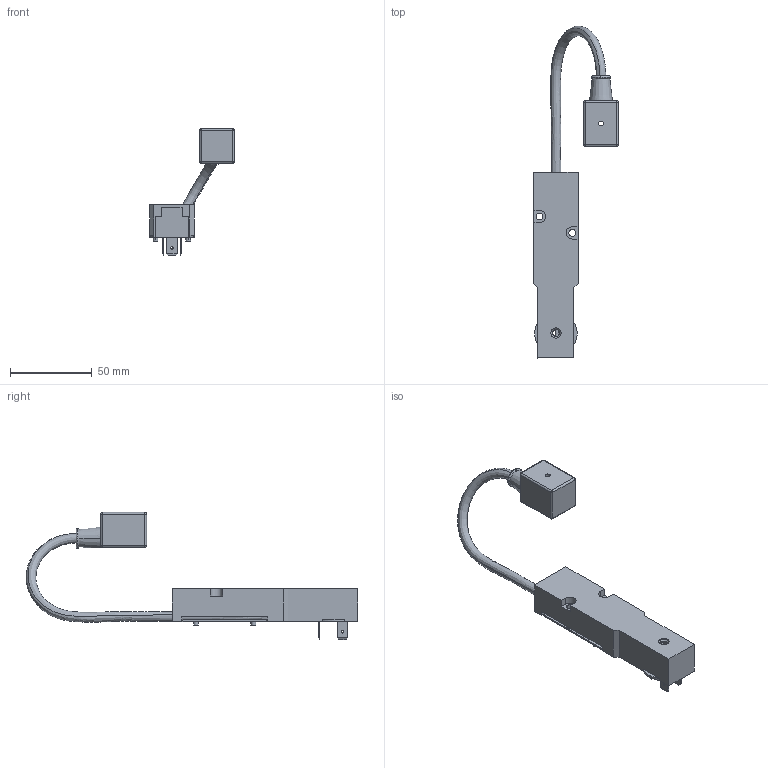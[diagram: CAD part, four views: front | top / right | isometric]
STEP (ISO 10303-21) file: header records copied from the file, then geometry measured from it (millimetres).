
FILE_DESCRIPTION (( 'STEP AP214' ), '1' );
FILE_NAME ('YPC-MSF400-JC.STEP', '2021-03-04T08:21:15', ( '' ), ( '' ), 'SwSTEP 2.0', 'SolidWorks 2021', '' );
FILE_SCHEMA (( 'AUTOMOTIVE_DESIGN' ));
Length unit declared in the file: millimetre
Products named in the file (1): YPC-MSF400-JC
Bounding box: 51.48 x 202.44 x 77.56 mm (x, y, z)
Volume: 37779.7 mm3; surface area: 32221.8 mm2
Topology: 5 solids, 5 shells, 321 faces, 816 edges, 524 vertices
Faces by surface type: plane 181, cylinder 72, bspline 60, cone 8
Entity records: 29070 total; most frequent: CARTESIAN_POINT 17936, ORIENTED_EDGE 1616, DIRECTION 1468, EDGE_CURVE 808, VERTEX_POINT 524, VECTOR 494, LINE 494, AXIS2_PLACEMENT_3D 487
